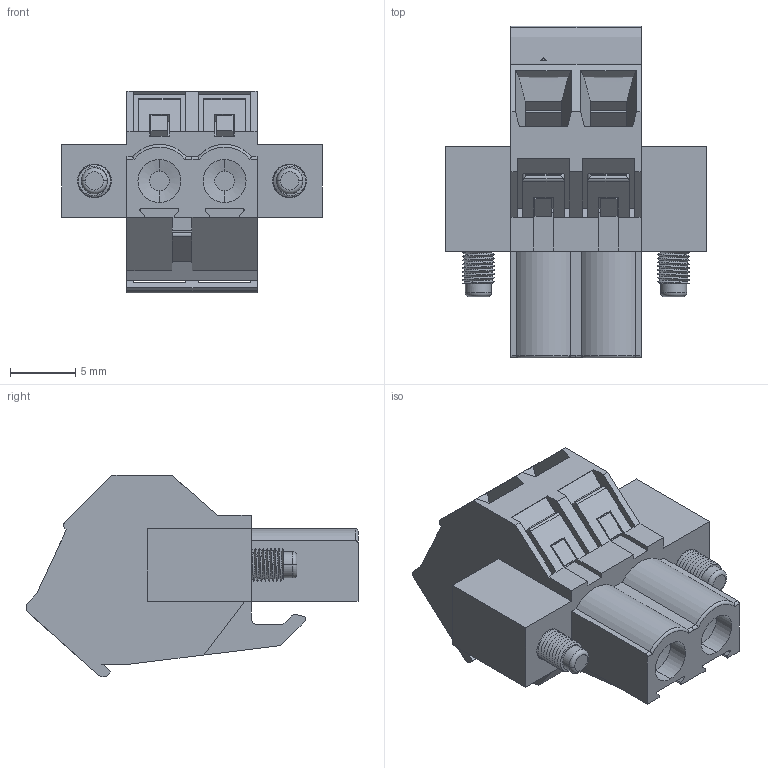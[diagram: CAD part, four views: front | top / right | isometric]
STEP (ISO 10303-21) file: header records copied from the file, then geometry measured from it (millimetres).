
FILE_DESCRIPTION (( 'STEP AP214' ), '1' );
FILE_NAME ('2EDGKLM-5.0-02P-14-00AH.STEP', '2021-03-09T16:35:24', ( '' ), ( '' ), 'SwSTEP 2.0', 'SolidWorks 2020', '' );
FILE_SCHEMA (( 'AUTOMOTIVE_DESIGN' ));
Length unit declared in the file: millimetre
Products named in the file (1): 2EDGKLM-5.0-02P-14-00AH
Bounding box: 20 x 25.5 x 15.5 mm (x, y, z)
Volume: 2320.7 mm3; surface area: 2440.2 mm2
Topology: 1 solids, 1 shells, 639 faces, 1680 edges, 1094 vertices
Faces by surface type: plane 383, bspline 143, cylinder 73, torus 28, cone 12
Entity records: 32738 total; most frequent: CARTESIAN_POINT 13409, ORIENTED_EDGE 3358, DIRECTION 2522, EDGE_CURVE 1679, VECTOR 1146, LINE 1146, VERTEX_POINT 1092, EDGE_LOOP 697
